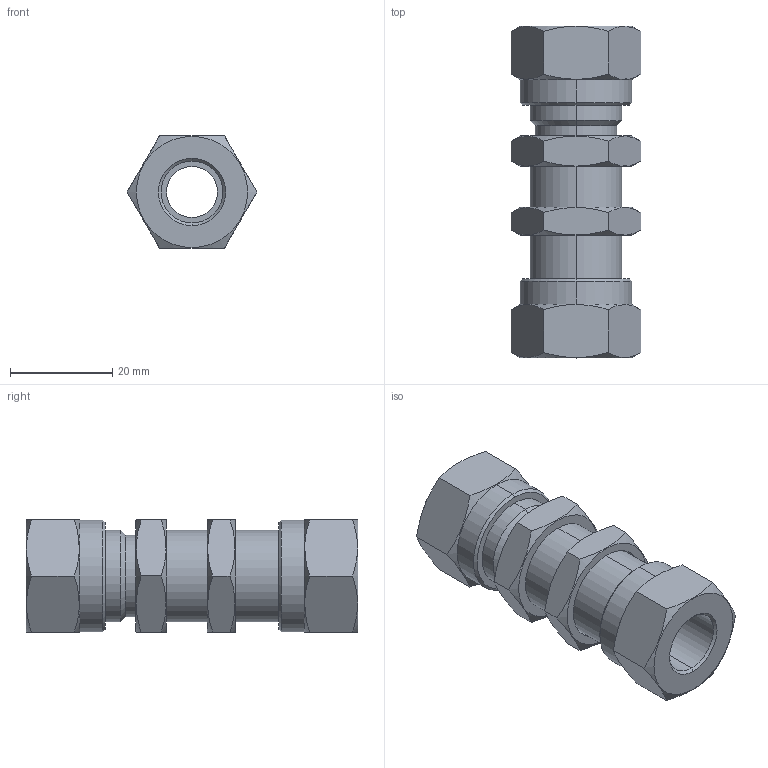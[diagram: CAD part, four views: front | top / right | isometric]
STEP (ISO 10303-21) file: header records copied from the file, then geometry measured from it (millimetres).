
FILE_DESCRIPTION (( 'STEP AP203' ), '1' );
FILE_NAME ('03050060.STEP', '2011-10-31T08:30:53', ( '' ), ( 'sopra-pneumatic' ), 'SwSTEP 2.0', 'SolidWorks 2011', '' );
FILE_SCHEMA (( 'CONFIG_CONTROL_DESIGN' ));
Length unit declared in the file: millimetre
Products named in the file (1): 03050060
Bounding box: 25.4 x 65.02 x 22 mm (x, y, z)
Volume: 16566.7 mm3; surface area: 8817 mm2
Topology: 2 solids, 2 shells, 82 faces, 196 edges, 124 vertices
Faces by surface type: plane 34, cone 30, cylinder 18
Entity records: 2859 total; most frequent: CARTESIAN_POINT 947, ORIENTED_EDGE 392, DIRECTION 358, EDGE_CURVE 196, AXIS2_PLACEMENT_3D 143, VERTEX_POINT 124, EDGE_LOOP 92, FACE_OUTER_BOUND 82
